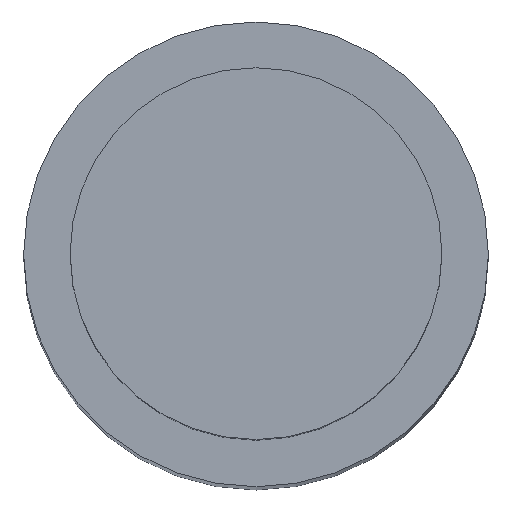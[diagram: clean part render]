
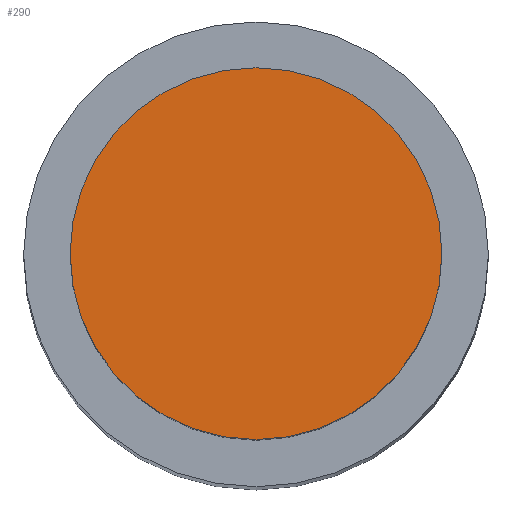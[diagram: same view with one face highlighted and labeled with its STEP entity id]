
A CAD part, top view. The second image highlights one B-rep face of the part: STEP entity #290.
In plain terms, the highlighted planar face has unit normal (0, 0, 1).
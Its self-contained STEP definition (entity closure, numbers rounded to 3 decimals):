
#130=CARTESIAN_POINT('',(10.0,0.0,122.0));
#131=VERTEX_POINT('',#130);
#140=CARTESIAN_POINT('',(-10.0,0.,122.0));
#141=VERTEX_POINT('',#140);
#142=CARTESIAN_POINT('',(0.0,0.0,122.0));
#143=DIRECTION('',(0.0,0.0,1.0));
#144=DIRECTION('',(1.0,0.0,0.0));
#145=AXIS2_PLACEMENT_3D('',#142,#143,#144);
#146=CIRCLE('',#145,10.0);
#147=EDGE_CURVE('',#141,#131,#146,.T.);
#271=CARTESIAN_POINT('',(0.0,0.0,122.0));
#272=DIRECTION('',(0.0,0.0,1.0));
#273=DIRECTION('',(1.0,0.0,0.0));
#274=AXIS2_PLACEMENT_3D('',#271,#272,#273);
#275=CIRCLE('',#274,10.0);
#276=EDGE_CURVE('',#131,#141,#275,.T.);
#281=CARTESIAN_POINT('',(0.0,0.0,122.0));
#282=DIRECTION('',(0.0,0.0,1.0));
#283=DIRECTION('',(1.0,0.0,0.0));
#284=AXIS2_PLACEMENT_3D('',#281,#282,#283);
#285=PLANE('',#284);
#286=ORIENTED_EDGE('',*,*,#276,.T.);
#287=ORIENTED_EDGE('',*,*,#147,.T.);
#288=EDGE_LOOP('',(#286,#287));
#289=FACE_OUTER_BOUND('',#288,.T.);
#290=ADVANCED_FACE('',(#289),#285,.T.);
